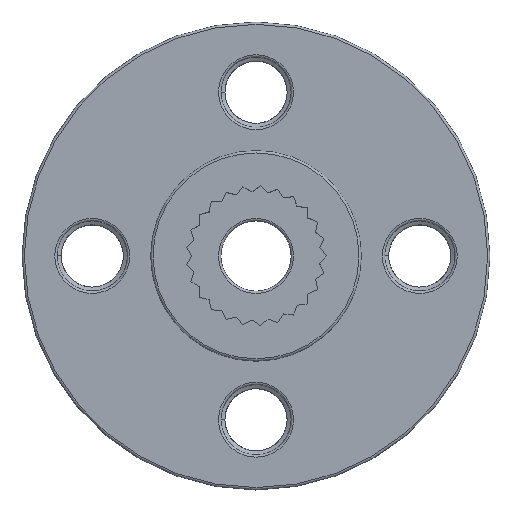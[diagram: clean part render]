
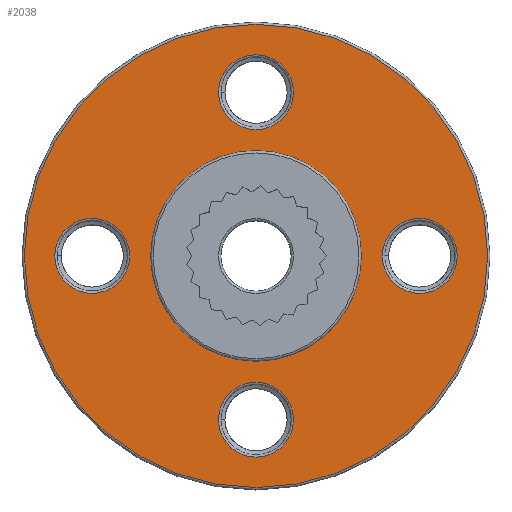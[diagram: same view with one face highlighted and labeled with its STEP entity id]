
A CAD part, top view. The second image highlights one B-rep face of the part: STEP entity #2038.
In plain terms, the highlighted planar face has unit normal (0, 0, 1).
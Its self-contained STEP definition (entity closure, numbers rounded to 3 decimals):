
#1958=CARTESIAN_POINT('',(0.,0.,2.));
#1959=DIRECTION('',(0.,0.,1.));
#1960=DIRECTION('',(1.,0.,0.));
#1961=AXIS2_PLACEMENT_3D('',#1958,#1959,#1960);
#1962=PLANE('',#1961);
#1963=CARTESIAN_POINT('',(9.9,-0.,2.));
#1964=VERTEX_POINT('',#1963);
#1965=CARTESIAN_POINT('',(0.,0.,2.));
#1966=DIRECTION('',(0.,0.,1.));
#1967=DIRECTION('',(1.,0.,-0.));
#1968=AXIS2_PLACEMENT_3D('',#1965,#1966,#1967);
#1969=CIRCLE('',#1968,9.9);
#1970=EDGE_CURVE('',#1964,#1964,#1969,.T.);
#1971=ORIENTED_EDGE('',*,*,#1970,.T.);
#1972=EDGE_LOOP('',(#1971));
#1973=FACE_BOUND('',#1972,.T.);
#1974=CARTESIAN_POINT('',(1.6,7.,2.));
#1975=VERTEX_POINT('',#1974);
#1976=CARTESIAN_POINT('',(-0.,7.,2.));
#1977=DIRECTION('',(-0.,-0.,-1.));
#1978=DIRECTION('',(1.,0.,-0.));
#1979=AXIS2_PLACEMENT_3D('',#1976,#1977,#1978);
#1980=CIRCLE('',#1979,1.6);
#1981=EDGE_CURVE('',#1975,#1975,#1980,.T.);
#1982=ORIENTED_EDGE('',*,*,#1981,.T.);
#1983=EDGE_LOOP('',(#1982));
#1984=FACE_BOUND('',#1983,.T.);
#1985=CARTESIAN_POINT('',(-5.4,-0.,2.));
#1986=VERTEX_POINT('',#1985);
#1987=CARTESIAN_POINT('',(-7.,-0.,2.));
#1988=DIRECTION('',(-0.,-0.,-1.));
#1989=DIRECTION('',(1.,0.,-0.));
#1990=AXIS2_PLACEMENT_3D('',#1987,#1988,#1989);
#1991=CIRCLE('',#1990,1.6);
#1992=EDGE_CURVE('',#1986,#1986,#1991,.T.);
#1993=ORIENTED_EDGE('',*,*,#1992,.T.);
#1994=EDGE_LOOP('',(#1993));
#1995=FACE_BOUND('',#1994,.T.);
#1996=CARTESIAN_POINT('',(1.6,-7.,2.));
#1997=VERTEX_POINT('',#1996);
#1998=CARTESIAN_POINT('',(-0.,-7.,2.));
#1999=DIRECTION('',(-0.,-0.,-1.));
#2000=DIRECTION('',(1.,0.,-0.));
#2001=AXIS2_PLACEMENT_3D('',#1998,#1999,#2000);
#2002=CIRCLE('',#2001,1.6);
#2003=EDGE_CURVE('',#1997,#1997,#2002,.T.);
#2004=ORIENTED_EDGE('',*,*,#2003,.T.);
#2005=EDGE_LOOP('',(#2004));
#2006=FACE_BOUND('',#2005,.T.);
#2007=CARTESIAN_POINT('',(8.6,-0.,2.));
#2008=VERTEX_POINT('',#2007);
#2009=CARTESIAN_POINT('',(7.,-0.,2.));
#2010=DIRECTION('',(-0.,-0.,-1.));
#2011=DIRECTION('',(1.,0.,-0.));
#2012=AXIS2_PLACEMENT_3D('',#2009,#2010,#2011);
#2013=CIRCLE('',#2012,1.6);
#2014=EDGE_CURVE('',#2008,#2008,#2013,.T.);
#2015=ORIENTED_EDGE('',*,*,#2014,.T.);
#2016=EDGE_LOOP('',(#2015));
#2017=FACE_BOUND('',#2016,.T.);
#2018=CARTESIAN_POINT('',(-4.5,0.,2.));
#2019=VERTEX_POINT('',#2018);
#2020=CARTESIAN_POINT('',(4.5,-0.,2.));
#2021=VERTEX_POINT('',#2020);
#2022=CARTESIAN_POINT('',(0.,0.,2.));
#2023=DIRECTION('',(0.,0.,1.));
#2024=DIRECTION('',(1.,0.,-0.));
#2025=AXIS2_PLACEMENT_3D('',#2022,#2023,#2024);
#2026=CIRCLE('',#2025,4.5);
#2027=EDGE_CURVE('',#2019,#2021,#2026,.T.);
#2028=ORIENTED_EDGE('',*,*,#2027,.F.);
#2029=CARTESIAN_POINT('',(0.,0.,2.));
#2030=DIRECTION('',(0.,0.,1.));
#2031=DIRECTION('',(1.,0.,-0.));
#2032=AXIS2_PLACEMENT_3D('',#2029,#2030,#2031);
#2033=CIRCLE('',#2032,4.5);
#2034=EDGE_CURVE('',#2021,#2019,#2033,.T.);
#2035=ORIENTED_EDGE('',*,*,#2034,.F.);
#2036=EDGE_LOOP('',(#2028,#2035));
#2037=FACE_BOUND('',#2036,.T.);
#2038=ADVANCED_FACE('',(#1973,#1984,#1995,#2006,#2017,#2037),#1962,.T.);
